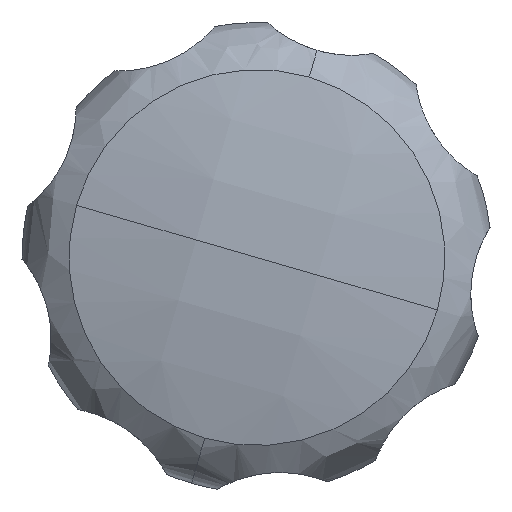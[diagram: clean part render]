
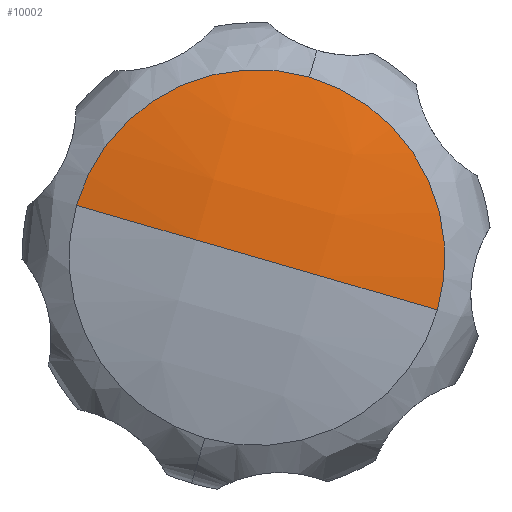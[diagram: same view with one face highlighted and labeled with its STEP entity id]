
A CAD part, left-side view. The second image highlights one B-rep face of the part: STEP entity #10002.
In plain terms, the highlighted free-form (B-spline) face has degree [3, 3] with [4, 4] control points.
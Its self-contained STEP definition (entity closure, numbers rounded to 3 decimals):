
#24 = CARTESIAN_POINT ( 'NONE',  ( -651.443, -27.698, 8.358 ) ) ;
#499 = EDGE_CURVE ( 'NONE', #2599, #1953, #4645, .T. ) ;
#820 = CARTESIAN_POINT ( 'NONE',  ( -656.546, -10.233, 5.616 ) ) ;
#1005 = CARTESIAN_POINT ( 'NONE',  ( -655.518, -12.507, 13.47 ) ) ;
#1286 = CIRCLE ( 'NONE', #9756, 97.5 ) ;
#1519 = ORIENTED_EDGE ( 'NONE', *, *, #8229, .T. ) ;
#1521 = CARTESIAN_POINT ( 'NONE',  ( -652.5, 23.053, 6.674 ) ) ;
#1714 = CARTESIAN_POINT ( 'NONE',  ( -652.428, 23.324, 6.752 ) ) ;
#1782 = CARTESIAN_POINT ( 'NONE',  ( -653.477, 1.156, 25.737 ) ) ;
#1953 = VERTEX_POINT ( 'NONE', #9642 ) ;
#1992 = CARTESIAN_POINT ( 'NONE',  ( -652.5, 0., 0. ) ) ;
#2154 = DIRECTION ( 'NONE',  ( 0., 0.961, 0.278 ) ) ;
#2599 = VERTEX_POINT ( 'NONE', #1521 ) ;
#2759 = CARTESIAN_POINT ( 'NONE',  ( -651.443, 18.95, 21.862 ) ) ;
#3076 = CARTESIAN_POINT ( 'NONE',  ( -652.428, -25.52, 0.832 ) ) ;
#3493 = ORIENTED_EDGE ( 'NONE', *, *, #499, .F. ) ;
#3509 = ORIENTED_EDGE ( 'NONE', *, *, #12070, .F. ) ;
#4024 = AXIS2_PLACEMENT_3D ( 'NONE', #4753, #7747, #6454 ) ;
#4645 = CIRCLE ( 'NONE', #4024, 24. ) ;
#4696 = CARTESIAN_POINT ( 'NONE',  ( -656.546, 7.942, 2.299 ) ) ;
#4753 = CARTESIAN_POINT ( 'NONE',  ( -652.5, 0., 0. ) ) ;
#4757 = CARTESIAN_POINT ( 'NONE',  ( -656.546, -7.942, -2.299 ) ) ;
#4952 = CARTESIAN_POINT ( 'NONE',  ( -652.428, -23.324, -6.752 ) ) ;
#5673 = CARTESIAN_POINT ( 'NONE',  ( -652.428, 21.129, 14.337 ) ) ;
#5741 = CARTESIAN_POINT ( 'NONE',  ( -653.477, -14.727, 21.139 ) ) ;
#6454 = DIRECTION ( 'NONE',  ( 0., 0.278, -0.961 ) ) ;
#6643 = CARTESIAN_POINT ( 'NONE',  ( -558., 0., 0. ) ) ;
#7450 = EDGE_LOOP ( 'NONE', ( #3493, #1519, #3509 ) ) ;
#7747 = DIRECTION ( 'NONE',  ( 1., 0., 0. ) ) ;
#8229 = EDGE_CURVE ( 'NONE', #2599, #8521, #1286, .T. ) ;
#8521 = VERTEX_POINT ( 'NONE', #9072 ) ;
#8552 = CIRCLE ( 'NONE', #9175, 24. ) ;
#8653 = FACE_OUTER_BOUND ( 'NONE', #7450, .T. ) ;
#8676 = DIRECTION ( 'NONE',  ( 0., 0.278, -0.961 ) ) ;
#9072 = CARTESIAN_POINT ( 'NONE',  ( -652.5, -23.053, -6.674 ) ) ;
#9175 = AXIS2_PLACEMENT_3D ( 'NONE', #1992, #9815, #8676 ) ;
#9611 = CARTESIAN_POINT ( 'NONE',  ( -649.488, 16.823, 29.21 ) ) ;
#9642 = CARTESIAN_POINT ( 'NONE',  ( -652.5, -6.674, 23.053 ) ) ;
#9677 = CARTESIAN_POINT ( 'NONE',  ( -649.488, -29.826, 15.706 ) ) ;
#9756 = AXIS2_PLACEMENT_3D ( 'NONE', #6643, #10572, #2154 ) ;
#9815 = DIRECTION ( 'NONE',  ( 1., 0., 0. ) ) ;
#10002 = ADVANCED_FACE ( 'NONE', ( #8653 ), #11507, .T. ) ;
#10572 = DIRECTION ( 'NONE',  ( 0., -0.278, 0.961 ) ) ;
#11507 =( BOUNDED_SURFACE ( )  B_SPLINE_SURFACE ( 3, 3, ( 
 ( #1714, #5673, #2759, #9611 ),
 ( #4696, #11872, #11677, #1782 ),
 ( #4757, #820, #1005, #5741 ),
 ( #4952, #3076, #24, #9677 ) ),
 .UNSPECIFIED., .F., .F., .F. ) 
 B_SPLINE_SURFACE_WITH_KNOTS ( ( 4, 4 ),
 ( 4, 4 ),
 ( 0., 1. ),
 ( 0., 1. ),
 .UNSPECIFIED. ) 
 GEOMETRIC_REPRESENTATION_ITEM ( )  RATIONAL_B_SPLINE_SURFACE ( (
 ( 1., 0.995, 0.995, 1.),
 ( 0.979, 0.974, 0.974, 0.979),
 ( 0.979, 0.974, 0.974, 0.979),
 ( 1., 0.995, 0.995, 1.) ) ) 
 REPRESENTATION_ITEM ( '' )  SURFACE ( )  );
#11677 = CARTESIAN_POINT ( 'NONE',  ( -655.518, 3.377, 18.068 ) ) ;
#11872 = CARTESIAN_POINT ( 'NONE',  ( -656.546, 5.65, 10.214 ) ) ;
#12070 = EDGE_CURVE ( 'NONE', #1953, #8521, #8552, .T. ) ;
